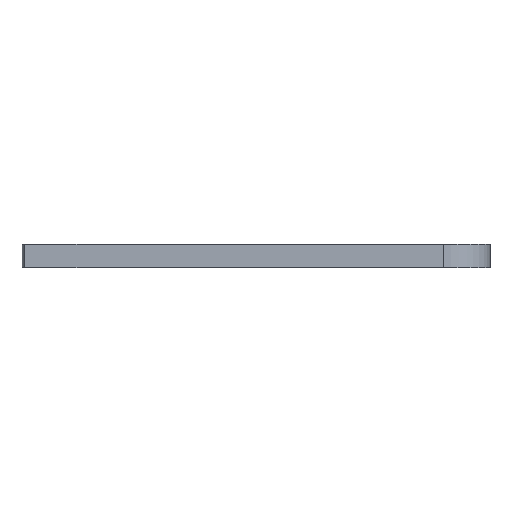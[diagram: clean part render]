
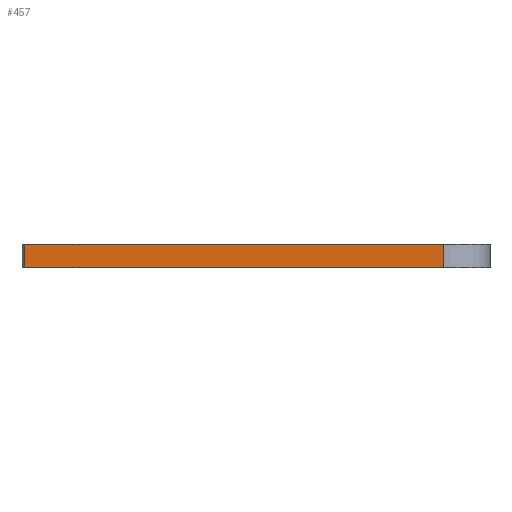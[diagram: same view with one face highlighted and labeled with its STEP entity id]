
A CAD part, left-side view. The second image highlights one B-rep face of the part: STEP entity #457.
In plain terms, the highlighted planar face has unit normal (-1, 0, 0).
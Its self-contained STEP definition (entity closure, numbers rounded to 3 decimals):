
#3 = VECTOR ( 'NONE', #299, 1000. ) ;
#14 = LINE ( 'NONE', #670, #3 ) ;
#19 = VERTEX_POINT ( 'NONE', #449 ) ;
#44 = VERTEX_POINT ( 'NONE', #403 ) ;
#68 = ORIENTED_EDGE ( 'NONE', *, *, #789, .T. ) ;
#109 = VERTEX_POINT ( 'NONE', #195 ) ;
#155 = VECTOR ( 'NONE', #781, 1000. ) ;
#156 = DIRECTION ( 'NONE',  ( 0., 0., 1. ) ) ;
#177 = CARTESIAN_POINT ( 'NONE',  ( -55., -40., 0. ) ) ;
#178 = FACE_OUTER_BOUND ( 'NONE', #564, .T. ) ;
#195 = CARTESIAN_POINT ( 'NONE',  ( -55., 49.365, 0. ) ) ;
#228 = AXIS2_PLACEMENT_3D ( 'NONE', #177, #623, #248 ) ;
#248 = DIRECTION ( 'NONE',  ( 0., 0., -1. ) ) ;
#261 = VECTOR ( 'NONE', #156, 1000. ) ;
#284 = LINE ( 'NONE', #849, #155 ) ;
#299 = DIRECTION ( 'NONE',  ( 0., 0., 1. ) ) ;
#362 = EDGE_CURVE ( 'NONE', #19, #109, #509, .T. ) ;
#403 = CARTESIAN_POINT ( 'NONE',  ( -55., 49.365, 5. ) ) ;
#449 = CARTESIAN_POINT ( 'NONE',  ( -55., -40., 0. ) ) ;
#457 = ADVANCED_FACE ( 'NONE', ( #178 ), #508, .F. ) ;
#508 = PLANE ( 'NONE',  #228 ) ;
#509 = LINE ( 'NONE', #738, #711 ) ;
#512 = VERTEX_POINT ( 'NONE', #768 ) ;
#513 = ORIENTED_EDGE ( 'NONE', *, *, #642, .T. ) ;
#542 = ORIENTED_EDGE ( 'NONE', *, *, #710, .F. ) ;
#545 = CARTESIAN_POINT ( 'NONE',  ( -55., -40., 0. ) ) ;
#548 = DIRECTION ( 'NONE',  ( 0., 1., 0. ) ) ;
#564 = EDGE_LOOP ( 'NONE', ( #513, #542, #830, #68 ) ) ;
#623 = DIRECTION ( 'NONE',  ( 1., 0., 0. ) ) ;
#642 = EDGE_CURVE ( 'NONE', #512, #44, #284, .T. ) ;
#670 = CARTESIAN_POINT ( 'NONE',  ( -55., 49.365, 0. ) ) ;
#697 = LINE ( 'NONE', #545, #261 ) ;
#710 = EDGE_CURVE ( 'NONE', #109, #44, #14, .T. ) ;
#711 = VECTOR ( 'NONE', #548, 1000. ) ;
#738 = CARTESIAN_POINT ( 'NONE',  ( -55., -40., 0. ) ) ;
#768 = CARTESIAN_POINT ( 'NONE',  ( -55., -40., 5. ) ) ;
#781 = DIRECTION ( 'NONE',  ( 0., 1., 0. ) ) ;
#789 = EDGE_CURVE ( 'NONE', #19, #512, #697, .T. ) ;
#830 = ORIENTED_EDGE ( 'NONE', *, *, #362, .F. ) ;
#849 = CARTESIAN_POINT ( 'NONE',  ( -55., -40., 5. ) ) ;
